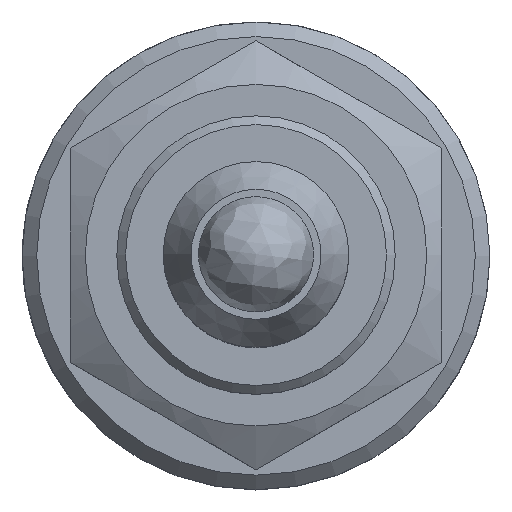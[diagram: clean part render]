
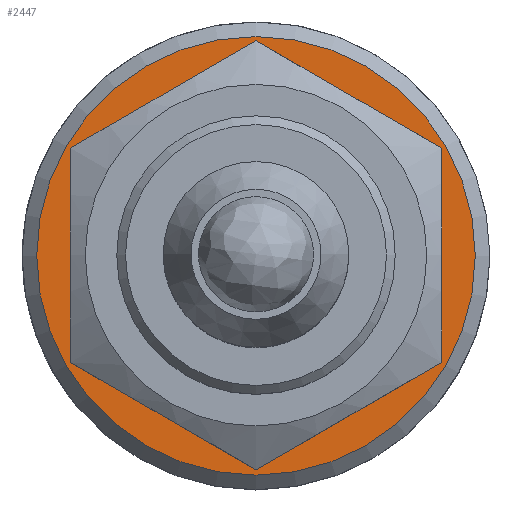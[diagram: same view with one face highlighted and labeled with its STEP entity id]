
A CAD part, top view. The second image highlights one B-rep face of the part: STEP entity #2447.
In plain terms, the highlighted planar face has unit normal (0, 0, 1).
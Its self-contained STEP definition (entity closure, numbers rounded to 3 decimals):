
#11 = DIRECTION ( 'NONE',  ( 0., 0., 1. ) ) ;
#288 = EDGE_LOOP ( 'NONE', ( #1327 ) ) ;
#312 = FACE_BOUND ( 'NONE', #1681, .T. ) ;
#315 = DIRECTION ( 'NONE',  ( 0., 0., 1. ) ) ;
#349 = DIRECTION ( 'NONE',  ( 1., 0., 0. ) ) ;
#479 = CARTESIAN_POINT ( 'NONE',  ( 7.5, 0., -31.83 ) ) ;
#525 = DIRECTION ( 'NONE',  ( 0., 0., 1. ) ) ;
#695 = CIRCLE ( 'NONE', #1600, 7.5 ) ;
#723 = CARTESIAN_POINT ( 'NONE',  ( 0., 0., -31.83 ) ) ;
#749 = DIRECTION ( 'NONE',  ( 1., 0., 0. ) ) ;
#903 = DIRECTION ( 'NONE',  ( 1., 0., 0. ) ) ;
#940 = AXIS2_PLACEMENT_3D ( 'NONE', #723, #11, #749 ) ;
#951 = ORIENTED_EDGE ( 'NONE', *, *, #2490, .F. ) ;
#1063 = VERTEX_POINT ( 'NONE', #1595 ) ;
#1095 = PLANE ( 'NONE',  #2278 ) ;
#1327 = ORIENTED_EDGE ( 'NONE', *, *, #1628, .T. ) ;
#1471 = CARTESIAN_POINT ( 'NONE',  ( 0., 0., -31.83 ) ) ;
#1595 = CARTESIAN_POINT ( 'NONE',  ( 4.75, 0., -31.83 ) ) ;
#1600 = AXIS2_PLACEMENT_3D ( 'NONE', #1471, #315, #903 ) ;
#1628 = EDGE_CURVE ( 'NONE', #2179, #2179, #695, .T. ) ;
#1681 = EDGE_LOOP ( 'NONE', ( #951 ) ) ;
#1691 = FACE_OUTER_BOUND ( 'NONE', #288, .T. ) ;
#1864 = CARTESIAN_POINT ( 'NONE',  ( 0., 0., -31.83 ) ) ;
#2117 = CIRCLE ( 'NONE', #940, 4.75 ) ;
#2179 = VERTEX_POINT ( 'NONE', #479 ) ;
#2278 = AXIS2_PLACEMENT_3D ( 'NONE', #1864, #525, #349 ) ;
#2447 = ADVANCED_FACE ( 'NONE', ( #1691, #312 ), #1095, .T. ) ;
#2490 = EDGE_CURVE ( 'NONE', #1063, #1063, #2117, .T. ) ;
